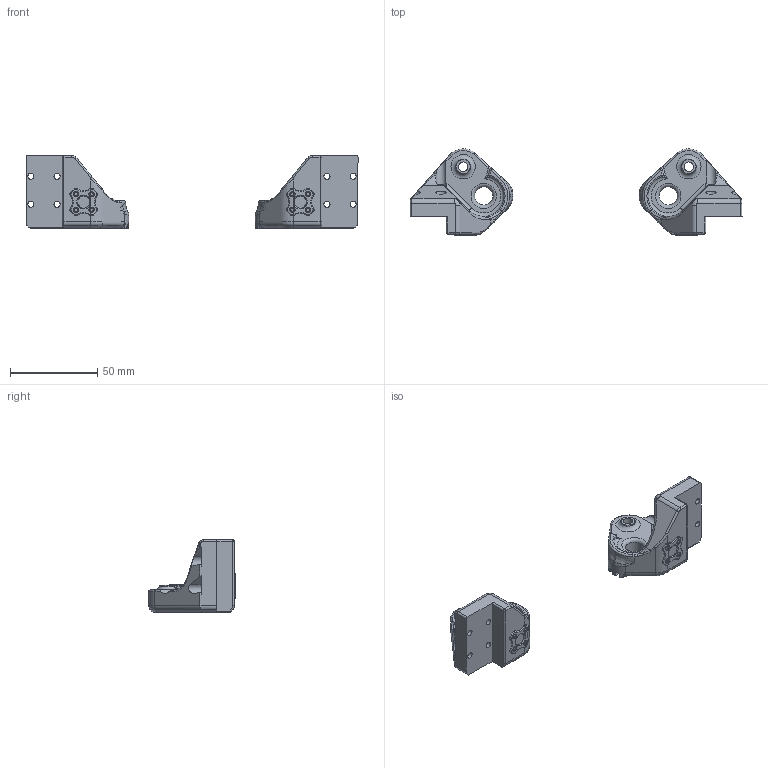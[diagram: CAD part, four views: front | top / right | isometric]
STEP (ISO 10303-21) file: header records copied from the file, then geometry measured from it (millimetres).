
FILE_DESCRIPTION(/* description */ (''),/* implementation_level */ '2;1');
FILE_NAME(/* name */ 'VT Front Wobblex Carriers.step',/* time_stamp */ '2023-04-23T14:53:59+02:00',/* author */ (''),/* organization */ (''),/* preprocessor_version */ 'ST-DEVELOPER v19.2',/* originating_system */ 'Autodesk Translation Framework v12.4.0.73',/* authorisation */ '');
FILE_SCHEMA (('AUTOMOTIVE_DESIGN { 1 0 10303 214 3 1 1 }'));
Length unit declared in the file: millimetre
Products named in the file (3): vt_front_wobblex_carriers; Right; Left
Assembly tree (2 placements, depth 2):
  vt_front_wobblex_carriers
    Right
    Left
Bounding box: 190.6 x 49.53 x 41.9 mm (x, y, z)
Volume: 76805.8 mm3; surface area: 20568 mm2
Topology: 2 solids, 2 shells, 588 faces, 1532 edges, 936 vertices
Faces by surface type: plane 196, bspline 192, cylinder 122, cone 42, torus 30, sphere 6
Full cylindrical faces by diameter (mm): 3.5 x8, 5.4 x2, 6 x4, 10.5 x2
Entity records: 26364 total; most frequent: CARTESIAN_POINT 12903, ORIENTED_EDGE 3020, DIRECTION 2438, EDGE_CURVE 1510, VERTEX_POINT 934, AXIS2_PLACEMENT_3D 887, LINE 664, VECTOR 664
